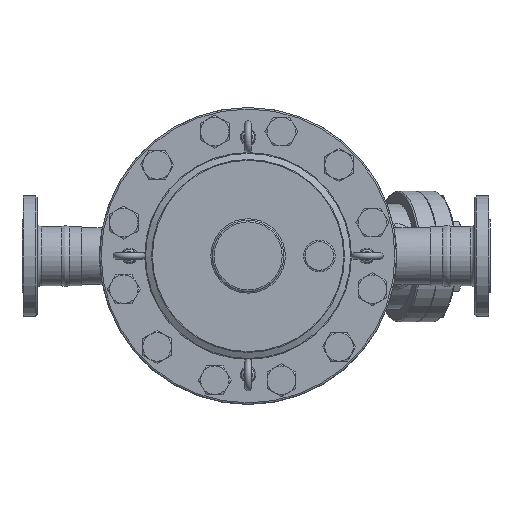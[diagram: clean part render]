
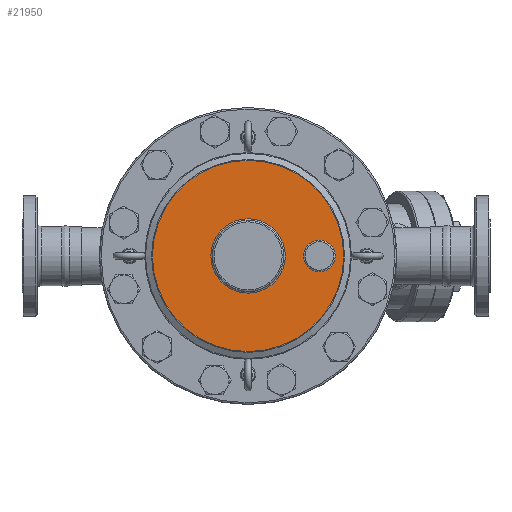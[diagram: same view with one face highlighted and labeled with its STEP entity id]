
A CAD part, top view. The second image highlights one B-rep face of the part: STEP entity #21950.
In plain terms, the highlighted planar face has unit normal (0, 0, 1).
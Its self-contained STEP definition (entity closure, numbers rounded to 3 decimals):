
#21888=CARTESIAN_POINT('',(110.0,0.,76.));
#21889=VERTEX_POINT('',#21888);
#21890=CARTESIAN_POINT('',(90.0,0.0,76.));
#21891=DIRECTION('',(0.0,0.0,1.0));
#21892=DIRECTION('',(-1.0,0.0,0.0));
#21893=AXIS2_PLACEMENT_3D('',#21890,#21891,#21892);
#21894=CIRCLE('',#21893,20.0);
#21895=EDGE_CURVE('',#21889,#21889,#21894,.T.);
#21920=CARTESIAN_POINT('',(60.67,0.0,76.));
#21921=DIRECTION('',(0.0,0.0,1.0));
#21922=DIRECTION('',(1.0,0.0,0.0));
#21923=AXIS2_PLACEMENT_3D('',#21920,#21921,#21922);
#21924=PLANE('',#21923);
#21925=CARTESIAN_POINT('',(120.804,0.,76.));
#21926=VERTEX_POINT('',#21925);
#21927=CARTESIAN_POINT('',(0.,0.0,76.));
#21928=DIRECTION('',(0.0,0.0,-1.0));
#21929=DIRECTION('',(-1.0,0.0,0.0));
#21930=AXIS2_PLACEMENT_3D('',#21927,#21928,#21929);
#21931=CIRCLE('',#21930,120.804);
#21932=EDGE_CURVE('',#21926,#21926,#21931,.T.);
#21933=ORIENTED_EDGE('',*,*,#21932,.F.);
#21934=EDGE_LOOP('',(#21933));
#21935=FACE_OUTER_BOUND('',#21934,.T.);
#21936=CARTESIAN_POINT('',(47.0,0.,76.));
#21937=VERTEX_POINT('',#21936);
#21938=CARTESIAN_POINT('',(0.,0.0,76.));
#21939=DIRECTION('',(0.0,0.0,1.0));
#21940=DIRECTION('',(-1.0,0.0,0.0));
#21941=AXIS2_PLACEMENT_3D('',#21938,#21939,#21940);
#21942=CIRCLE('',#21941,47.0);
#21943=EDGE_CURVE('',#21937,#21937,#21942,.T.);
#21944=ORIENTED_EDGE('',*,*,#21943,.F.);
#21945=EDGE_LOOP('',(#21944));
#21946=FACE_BOUND('',#21945,.T.);
#21947=ORIENTED_EDGE('',*,*,#21895,.F.);
#21948=EDGE_LOOP('',(#21947));
#21949=FACE_BOUND('',#21948,.T.);
#21950=ADVANCED_FACE('',(#21935,#21946,#21949),#21924,.T.);
